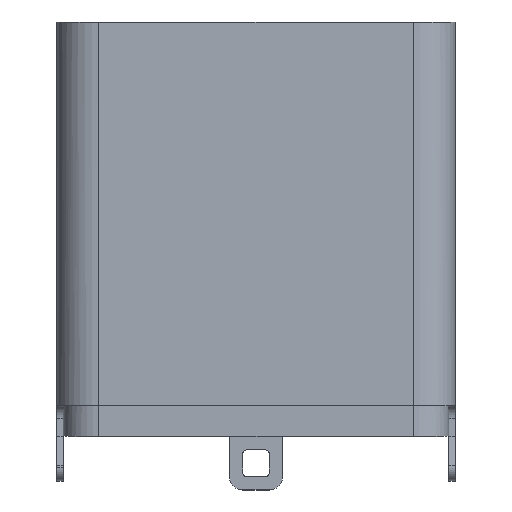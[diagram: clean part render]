
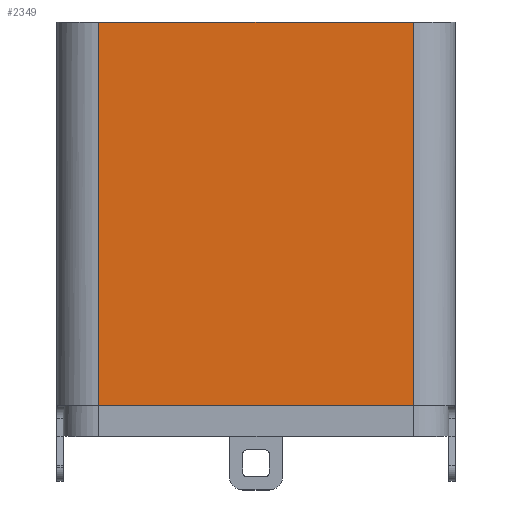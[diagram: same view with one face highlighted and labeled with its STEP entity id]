
A CAD part, top view. The second image highlights one B-rep face of the part: STEP entity #2349.
In plain terms, the highlighted planar face has unit normal (0, 0, 1).
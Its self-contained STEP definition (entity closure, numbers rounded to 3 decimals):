
#70 = CARTESIAN_POINT ( 'NONE',  ( 0.8, 9.3, 0.15 ) ) ;
#131 = EDGE_CURVE ( 'NONE', #230, #1535, #2940, .T. ) ;
#230 = VERTEX_POINT ( 'NONE', #1751 ) ;
#268 = EDGE_CURVE ( 'NONE', #2626, #1535, #862, .T. ) ;
#308 = LINE ( 'NONE', #70, #1861 ) ;
#350 = DIRECTION ( 'NONE',  ( -1., 0., 0. ) ) ;
#653 = VECTOR ( 'NONE', #2977, 1000. ) ;
#721 = VECTOR ( 'NONE', #2789, 1000. ) ;
#761 = CARTESIAN_POINT ( 'NONE',  ( 0.8, 0.7, 0.15 ) ) ;
#773 = CARTESIAN_POINT ( 'NONE',  ( 0.8, 9.3, 0.15 ) ) ;
#861 = EDGE_LOOP ( 'NONE', ( #2090, #1644, #1889, #2834 ) ) ;
#862 = LINE ( 'NONE', #2696, #653 ) ;
#1002 = PLANE ( 'NONE',  #1815 ) ;
#1013 = DIRECTION ( 'NONE',  ( 1., 0., 0. ) ) ;
#1237 = FACE_OUTER_BOUND ( 'NONE', #861, .T. ) ;
#1535 = VERTEX_POINT ( 'NONE', #761 ) ;
#1644 = ORIENTED_EDGE ( 'NONE', *, *, #2533, .F. ) ;
#1721 = DIRECTION ( 'NONE',  ( 0., 0., -1. ) ) ;
#1751 = CARTESIAN_POINT ( 'NONE',  ( 7.85, 0.7, 0.15 ) ) ;
#1815 = AXIS2_PLACEMENT_3D ( 'NONE', #773, #1721, #2665 ) ;
#1848 = LINE ( 'NONE', #2329, #721 ) ;
#1861 = VECTOR ( 'NONE', #1013, 1000. ) ;
#1882 = VECTOR ( 'NONE', #350, 1000. ) ;
#1889 = ORIENTED_EDGE ( 'NONE', *, *, #2762, .F. ) ;
#2090 = ORIENTED_EDGE ( 'NONE', *, *, #131, .F. ) ;
#2329 = CARTESIAN_POINT ( 'NONE',  ( 7.85, 9.3, 0.15 ) ) ;
#2349 = ADVANCED_FACE ( 'NONE', ( #1237 ), #1002, .F. ) ;
#2373 = CARTESIAN_POINT ( 'NONE',  ( 0.8, 9.3, 0.15 ) ) ;
#2472 = CARTESIAN_POINT ( 'NONE',  ( 0.8, 0.7, 0.15 ) ) ;
#2533 = EDGE_CURVE ( 'NONE', #3067, #230, #1848, .T. ) ;
#2626 = VERTEX_POINT ( 'NONE', #2373 ) ;
#2665 = DIRECTION ( 'NONE',  ( -1., 0., 0. ) ) ;
#2696 = CARTESIAN_POINT ( 'NONE',  ( 0.8, 9.3, 0.15 ) ) ;
#2762 = EDGE_CURVE ( 'NONE', #2626, #3067, #308, .T. ) ;
#2789 = DIRECTION ( 'NONE',  ( 0., -1., 0. ) ) ;
#2834 = ORIENTED_EDGE ( 'NONE', *, *, #268, .T. ) ;
#2838 = CARTESIAN_POINT ( 'NONE',  ( 7.85, 9.3, 0.15 ) ) ;
#2940 = LINE ( 'NONE', #2472, #1882 ) ;
#2977 = DIRECTION ( 'NONE',  ( 0., -1., 0. ) ) ;
#3067 = VERTEX_POINT ( 'NONE', #2838 ) ;
